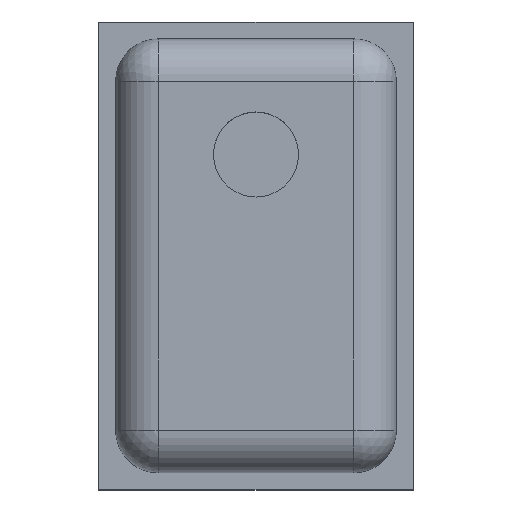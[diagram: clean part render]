
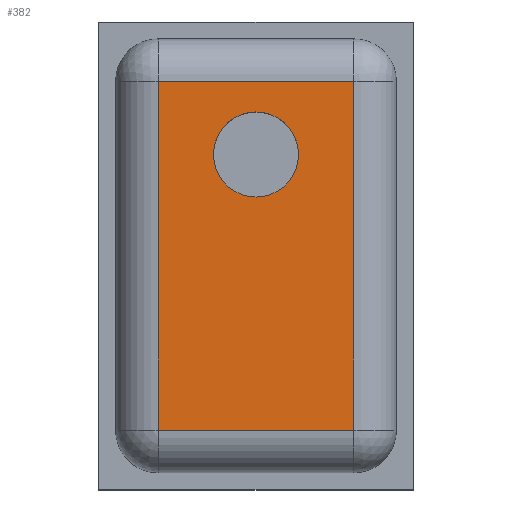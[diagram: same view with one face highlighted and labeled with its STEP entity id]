
A CAD part, top view. The second image highlights one B-rep face of the part: STEP entity #382.
In plain terms, the highlighted planar face has unit normal (0, 0, 1).
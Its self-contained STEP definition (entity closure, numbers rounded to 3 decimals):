
#27=FACE_BOUND('',#96,.T.);
#45=CIRCLE('',#440,0.25);
#69=FACE_OUTER_BOUND('',#95,.T.);
#95=EDGE_LOOP('',(#326,#327,#328,#329));
#96=EDGE_LOOP('',(#330));
#119=LINE('',#621,#152);
#121=LINE('',#629,#154);
#123=LINE('',#639,#156);
#125=LINE('',#648,#158);
#152=VECTOR('',#495,10.);
#154=VECTOR('',#503,10.);
#156=VECTOR('',#515,10.);
#158=VECTOR('',#527,10.);
#185=VERTEX_POINT('',#614);
#188=VERTEX_POINT('',#619);
#189=VERTEX_POINT('',#623);
#192=VERTEX_POINT('',#633);
#197=VERTEX_POINT('',#663);
#222=EDGE_CURVE('',#188,#185,#119,.T.);
#226=EDGE_CURVE('',#185,#189,#121,.T.);
#231=EDGE_CURVE('',#189,#192,#123,.T.);
#236=EDGE_CURVE('',#192,#188,#125,.T.);
#244=EDGE_CURVE('',#197,#197,#45,.T.);
#326=ORIENTED_EDGE('',*,*,#222,.F.);
#327=ORIENTED_EDGE('',*,*,#236,.F.);
#328=ORIENTED_EDGE('',*,*,#231,.F.);
#329=ORIENTED_EDGE('',*,*,#226,.F.);
#330=ORIENTED_EDGE('',*,*,#244,.T.);
#360=PLANE('',#439);
#382=ADVANCED_FACE('',(#69,#27),#360,.T.);
#439=AXIS2_PLACEMENT_3D('',#662,#549,#550);
#440=AXIS2_PLACEMENT_3D('',#664,#551,#552);
#495=DIRECTION('',(0.,-1.,0.));
#503=DIRECTION('',(-1.,0.,0.));
#515=DIRECTION('',(0.,1.,0.));
#527=DIRECTION('',(1.,0.,0.));
#549=DIRECTION('center_axis',(0.,0.,1.));
#550=DIRECTION('ref_axis',(1.,0.,0.));
#551=DIRECTION('center_axis',(0.,0.,-1.));
#552=DIRECTION('ref_axis',(-1.,0.,0.));
#614=CARTESIAN_POINT('',(1.5,0.35,0.95));
#619=CARTESIAN_POINT('',(1.5,2.4,0.95));
#621=CARTESIAN_POINT('',(1.5,0.738,0.95));
#623=CARTESIAN_POINT('',(0.35,0.35,0.95));
#629=CARTESIAN_POINT('',(0.513,0.35,0.95));
#633=CARTESIAN_POINT('',(0.35,2.4,0.95));
#639=CARTESIAN_POINT('',(0.35,2.013,0.95));
#648=CARTESIAN_POINT('',(1.338,2.4,0.95));
#662=CARTESIAN_POINT('Origin',(0.925,1.375,0.95));
#663=CARTESIAN_POINT('',(1.175,1.97,0.95));
#664=CARTESIAN_POINT('Origin',(0.925,1.97,0.95));
